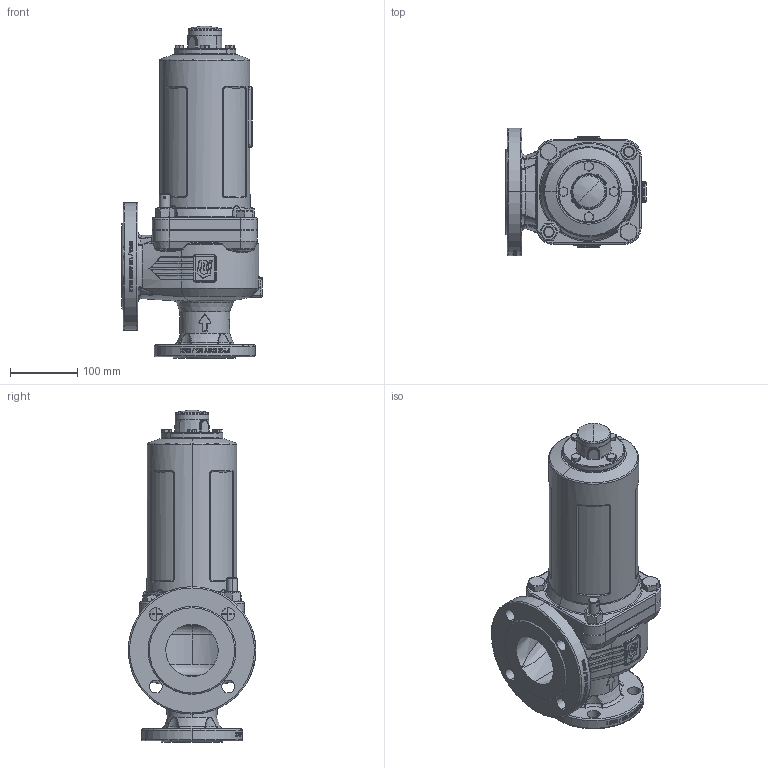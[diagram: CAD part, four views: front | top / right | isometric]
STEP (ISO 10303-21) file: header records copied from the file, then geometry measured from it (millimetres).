
FILE_DESCRIPTION(('HOOPS Exchange Step'),'2;1');
FILE_NAME('SF0400_ANSI_DN50_DN50-80.stp','2025-06-26T08:20:25+02:00',('nieru'),('Unknown organisation'),'HOOPS Exchange 2024.2','HOOPS Exchange','Unknown authorisation');
FILE_SCHEMA( ('AP203_CONFIGURATION_CONTROLLED_3D_DESIGN_OF_MECHANICAL_PARTS_AND_ASSEMBLIES_MIM_LF') );
Length unit declared in the file: millimetre
Products named in the file (2): 0; root
Assembly tree (1 placements, depth 2):
  root
    0
Bounding box: 209.5 x 190 x 494.5 mm (x, y, z)
Volume: 2792664.6 mm3; surface area: 593078.9 mm2
Topology: 19 solids, 19 shells, 2082 faces, 5206 edges, 3195 vertices
Faces by surface type: bspline 700, plane 550, cylinder 413, cone 192, torus 105, extrusion 100, sphere 22
Full cylindrical faces by diameter (mm): 48 x1, 50 x1
Entity records: 101005 total; most frequent: CARTESIAN_POINT 58222, ORIENTED_EDGE 10208, DIRECTION 6618, EDGE_CURVE 5104, VERTEX_POINT 3195, AXIS2_PLACEMENT_3D 2507, EDGE_LOOP 2281, FACE_BOUND 2281
